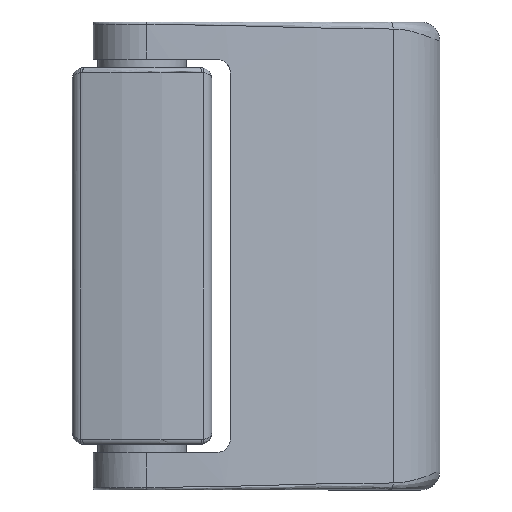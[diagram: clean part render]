
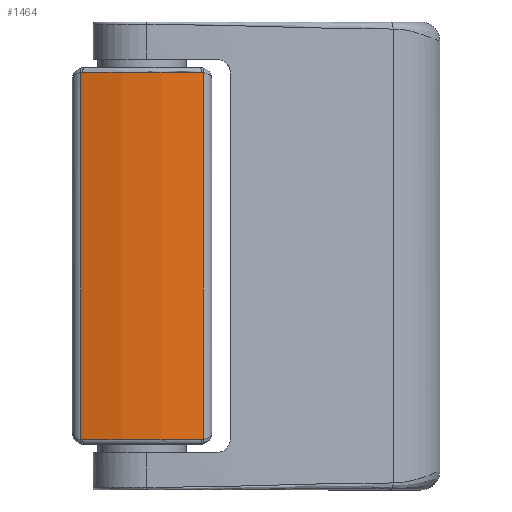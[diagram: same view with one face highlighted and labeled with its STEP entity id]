
A CAD part, top view. The second image highlights one B-rep face of the part: STEP entity #1464.
In plain terms, the highlighted cylindrical face has radius 50 mm (diameter 100 mm), a partial arc.
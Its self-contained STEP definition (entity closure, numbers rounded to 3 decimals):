
#100=FACE_OUTER_BOUND('',#196,.T.);
#196=EDGE_LOOP('',(#979,#980,#981,#982,#983,#984,#985,#986));
#308=CIRCLE('',#1651,50.);
#309=CIRCLE('',#1652,50.);
#401=B_SPLINE_CURVE_WITH_KNOTS('',3,(#2284,#2285,#2286,#2287),
 .UNSPECIFIED.,.F.,.F.,(4,4),(0.,0.),
 .UNSPECIFIED.);
#402=B_SPLINE_CURVE_WITH_KNOTS('',3,(#2291,#2292,#2293,#2294),
 .UNSPECIFIED.,.F.,.F.,(4,4),(0.,0.),.UNSPECIFIED.);
#403=B_SPLINE_CURVE_WITH_KNOTS('',3,(#2298,#2299,#2300,#2301),
 .UNSPECIFIED.,.F.,.F.,(4,4),(0.,0.),
 .UNSPECIFIED.);
#404=B_SPLINE_CURVE_WITH_KNOTS('',3,(#2304,#2305,#2306,#2307),
 .UNSPECIFIED.,.F.,.F.,(4,4),(0.,0.),.UNSPECIFIED.);
#439=LINE('',#2282,#528);
#440=LINE('',#2296,#529);
#528=VECTOR('',#1834,1000.);
#529=VECTOR('',#1837,1000.);
#617=VERTEX_POINT('',#2280);
#618=VERTEX_POINT('',#2281);
#619=VERTEX_POINT('',#2283);
#620=VERTEX_POINT('',#2288);
#621=VERTEX_POINT('',#2290);
#622=VERTEX_POINT('',#2295);
#623=VERTEX_POINT('',#2297);
#624=VERTEX_POINT('',#2302);
#758=EDGE_CURVE('',#617,#618,#439,.T.);
#759=EDGE_CURVE('',#618,#619,#401,.T.);
#760=EDGE_CURVE('',#619,#620,#308,.T.);
#761=EDGE_CURVE('',#620,#621,#402,.T.);
#762=EDGE_CURVE('',#621,#622,#440,.T.);
#763=EDGE_CURVE('',#622,#623,#403,.T.);
#764=EDGE_CURVE('',#623,#624,#309,.T.);
#765=EDGE_CURVE('',#624,#617,#404,.T.);
#979=ORIENTED_EDGE('',*,*,#758,.T.);
#980=ORIENTED_EDGE('',*,*,#759,.T.);
#981=ORIENTED_EDGE('',*,*,#760,.T.);
#982=ORIENTED_EDGE('',*,*,#761,.T.);
#983=ORIENTED_EDGE('',*,*,#762,.T.);
#984=ORIENTED_EDGE('',*,*,#763,.T.);
#985=ORIENTED_EDGE('',*,*,#764,.T.);
#986=ORIENTED_EDGE('',*,*,#765,.T.);
#1421=CYLINDRICAL_SURFACE('',#1650,50.);
#1464=ADVANCED_FACE('',(#100),#1421,.T.);
#1650=AXIS2_PLACEMENT_3D('',#2279,#1832,#1833);
#1651=AXIS2_PLACEMENT_3D('',#2289,#1835,#1836);
#1652=AXIS2_PLACEMENT_3D('',#2303,#1838,#1839);
#1832=DIRECTION('center_axis',(0.,-1.,0.));
#1833=DIRECTION('ref_axis',(0.,0.,1.));
#1834=DIRECTION('',(0.,-1.,0.));
#1835=DIRECTION('center_axis',(0.,1.,0.));
#1836=DIRECTION('ref_axis',(0.,0.,1.));
#1837=DIRECTION('',(0.,1.,0.));
#1838=DIRECTION('center_axis',(0.,-1.,0.));
#1839=DIRECTION('ref_axis',(0.,0.,1.));
#2279=CARTESIAN_POINT('Origin',(0.,40.5,-27.5));
#2280=CARTESIAN_POINT('',(-13.158,39.447,20.738));
#2281=CARTESIAN_POINT('',(-13.158,-39.447,20.738));
#2282=CARTESIAN_POINT('',(-13.158,40.5,20.738));
#2283=CARTESIAN_POINT('',(-12.755,-39.5,20.846));
#2284=CARTESIAN_POINT('Ctrl Pts',(-13.158,-39.447,20.738));
#2285=CARTESIAN_POINT('Ctrl Pts',(-13.026,-39.482,20.774));
#2286=CARTESIAN_POINT('Ctrl Pts',(-12.892,-39.5,20.81));
#2287=CARTESIAN_POINT('Ctrl Pts',(-12.755,-39.5,20.846));
#2288=CARTESIAN_POINT('',(12.755,-39.5,20.846));
#2289=CARTESIAN_POINT('Origin',(0.,-39.5,-27.5));
#2290=CARTESIAN_POINT('',(13.158,-39.447,20.738));
#2291=CARTESIAN_POINT('Ctrl Pts',(12.755,-39.5,20.846));
#2292=CARTESIAN_POINT('Ctrl Pts',(12.892,-39.5,20.81));
#2293=CARTESIAN_POINT('Ctrl Pts',(13.026,-39.482,20.774));
#2294=CARTESIAN_POINT('Ctrl Pts',(13.158,-39.447,20.738));
#2295=CARTESIAN_POINT('',(13.158,39.447,20.738));
#2296=CARTESIAN_POINT('',(13.158,40.5,20.738));
#2297=CARTESIAN_POINT('',(12.755,39.5,20.846));
#2298=CARTESIAN_POINT('Ctrl Pts',(13.158,39.447,20.738));
#2299=CARTESIAN_POINT('Ctrl Pts',(13.026,39.482,20.774));
#2300=CARTESIAN_POINT('Ctrl Pts',(12.892,39.5,20.81));
#2301=CARTESIAN_POINT('Ctrl Pts',(12.755,39.5,20.846));
#2302=CARTESIAN_POINT('',(-12.755,39.5,20.846));
#2303=CARTESIAN_POINT('Origin',(0.,39.5,-27.5));
#2304=CARTESIAN_POINT('Ctrl Pts',(-12.755,39.5,20.846));
#2305=CARTESIAN_POINT('Ctrl Pts',(-12.892,39.5,20.81));
#2306=CARTESIAN_POINT('Ctrl Pts',(-13.026,39.482,20.774));
#2307=CARTESIAN_POINT('Ctrl Pts',(-13.158,39.447,20.738));
